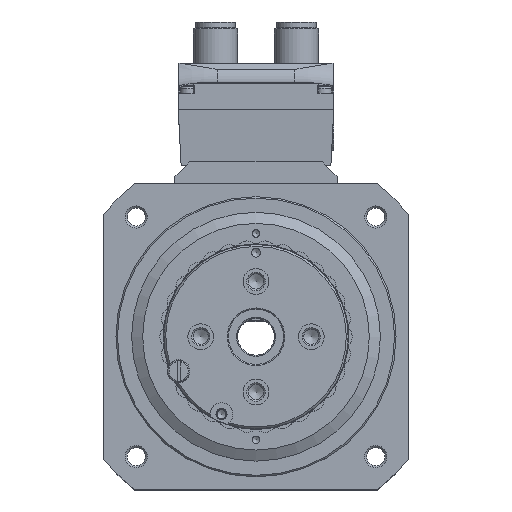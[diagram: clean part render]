
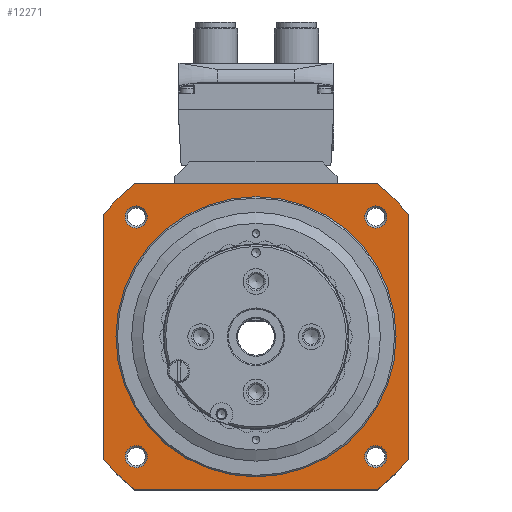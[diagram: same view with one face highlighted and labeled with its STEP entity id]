
A CAD part, top view. The second image highlights one B-rep face of the part: STEP entity #12271.
In plain terms, the highlighted planar face has unit normal (0, 0, 1).
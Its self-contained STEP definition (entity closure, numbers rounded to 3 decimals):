
#668=CIRCLE('',#16008,53.);
#671=CIRCLE('',#16013,53.);
#674=CIRCLE('',#16018,53.);
#675=CIRCLE('',#16021,53.);
#676=CIRCLE('',#16023,3.);
#677=CIRCLE('',#16024,3.);
#678=CIRCLE('',#16025,3.);
#679=CIRCLE('',#16026,3.);
#680=CIRCLE('',#16027,38.);
#1625=ORIENTED_EDGE('',*,*,#5023,.T.);
#1626=ORIENTED_EDGE('',*,*,#5024,.T.);
#1627=ORIENTED_EDGE('',*,*,#5025,.T.);
#1628=ORIENTED_EDGE('',*,*,#5026,.T.);
#1629=ORIENTED_EDGE('',*,*,#5027,.F.);
#1630=ORIENTED_EDGE('',*,*,#5004,.T.);
#1631=ORIENTED_EDGE('',*,*,#5007,.T.);
#1632=ORIENTED_EDGE('',*,*,#5011,.T.);
#1633=ORIENTED_EDGE('',*,*,#5013,.T.);
#1634=ORIENTED_EDGE('',*,*,#5017,.T.);
#1635=ORIENTED_EDGE('',*,*,#5019,.T.);
#1636=ORIENTED_EDGE('',*,*,#5021,.T.);
#1637=ORIENTED_EDGE('',*,*,#5022,.T.);
#5004=EDGE_CURVE('',#6718,#6717,#7962,.T.);
#5007=EDGE_CURVE('',#6717,#6719,#668,.T.);
#5011=EDGE_CURVE('',#6719,#6722,#7966,.T.);
#5013=EDGE_CURVE('',#6722,#6723,#671,.T.);
#5017=EDGE_CURVE('',#6723,#6726,#7969,.T.);
#5019=EDGE_CURVE('',#6726,#6727,#674,.T.);
#5021=EDGE_CURVE('',#6727,#6728,#7972,.T.);
#5022=EDGE_CURVE('',#6728,#6718,#675,.T.);
#5023=EDGE_CURVE('',#6729,#6729,#676,.T.);
#5024=EDGE_CURVE('',#6730,#6730,#677,.T.);
#5025=EDGE_CURVE('',#6731,#6731,#678,.T.);
#5026=EDGE_CURVE('',#6732,#6732,#679,.T.);
#5027=EDGE_CURVE('',#6733,#6733,#680,.T.);
#6717=VERTEX_POINT('',#21895);
#6718=VERTEX_POINT('',#21897);
#6719=VERTEX_POINT('',#21901);
#6722=VERTEX_POINT('',#21909);
#6723=VERTEX_POINT('',#21913);
#6726=VERTEX_POINT('',#21921);
#6727=VERTEX_POINT('',#21925);
#6728=VERTEX_POINT('',#21929);
#6729=VERTEX_POINT('',#21935);
#6730=VERTEX_POINT('',#21937);
#6731=VERTEX_POINT('',#21939);
#6732=VERTEX_POINT('',#21941);
#6733=VERTEX_POINT('',#21943);
#7962=LINE('',#21896,#8794);
#7966=LINE('',#21910,#8798);
#7969=LINE('',#21922,#8801);
#7972=LINE('',#21930,#8804);
#8794=VECTOR('',#17781,1000.);
#8798=VECTOR('',#17795,1000.);
#8801=VECTOR('',#17808,1000.);
#8804=VECTOR('',#17817,1000.);
#9613=EDGE_LOOP('',(#1625));
#9614=EDGE_LOOP('',(#1626));
#9615=EDGE_LOOP('',(#1627));
#9616=EDGE_LOOP('',(#1628));
#9617=EDGE_LOOP('',(#1629));
#9618=EDGE_LOOP('',(#1630,#1631,#1632,#1633,#1634,#1635,#1636,#1637));
#10767=FACE_BOUND('',#9613,.T.);
#10768=FACE_BOUND('',#9614,.T.);
#10769=FACE_BOUND('',#9615,.T.);
#10770=FACE_BOUND('',#9616,.T.);
#10771=FACE_BOUND('',#9617,.T.);
#10772=FACE_BOUND('',#9618,.T.);
#11902=PLANE('',#16022);
#12271=ADVANCED_FACE('',(#10767,#10768,#10769,#10770,#10771,#10772),#11902,
 .T.);
#16008=AXIS2_PLACEMENT_3D('',#21902,#17786,#17787);
#16013=AXIS2_PLACEMENT_3D('',#21914,#17799,#17800);
#16018=AXIS2_PLACEMENT_3D('',#21926,#17812,#17813);
#16021=AXIS2_PLACEMENT_3D('',#21932,#17820,#17821);
#16022=AXIS2_PLACEMENT_3D('',#21933,#17822,#17823);
#16023=AXIS2_PLACEMENT_3D('',#21934,#17824,#17825);
#16024=AXIS2_PLACEMENT_3D('',#21936,#17826,#17827);
#16025=AXIS2_PLACEMENT_3D('',#21938,#17828,#17829);
#16026=AXIS2_PLACEMENT_3D('',#21940,#17830,#17831);
#16027=AXIS2_PLACEMENT_3D('',#21942,#17832,#17833);
#17781=DIRECTION('',(0.,-1.,0.));
#17786=DIRECTION('',(0.,0.,1.));
#17787=DIRECTION('',(1.,0.,0.));
#17795=DIRECTION('',(1.,0.,0.));
#17799=DIRECTION('',(0.,0.,1.));
#17800=DIRECTION('',(1.,0.,0.));
#17808=DIRECTION('',(0.,1.,0.));
#17812=DIRECTION('',(0.,0.,1.));
#17813=DIRECTION('',(1.,0.,0.));
#17817=DIRECTION('',(-1.,0.,0.));
#17820=DIRECTION('',(0.,0.,1.));
#17821=DIRECTION('',(1.,0.,0.));
#17822=DIRECTION('',(0.,0.,1.));
#17823=DIRECTION('',(1.,0.,0.));
#17824=DIRECTION('',(0.,0.,-1.));
#17825=DIRECTION('',(-1.,0.,0.));
#17826=DIRECTION('',(0.,0.,-1.));
#17827=DIRECTION('',(-1.,0.,0.));
#17828=DIRECTION('',(0.,0.,-1.));
#17829=DIRECTION('',(-1.,0.,0.));
#17830=DIRECTION('',(0.,0.,-1.));
#17831=DIRECTION('',(-1.,0.,0.));
#17832=DIRECTION('',(0.,0.,1.));
#17833=DIRECTION('',(1.,0.,0.));
#21895=CARTESIAN_POINT('',(-41.5,-32.966,51.3));
#21896=CARTESIAN_POINT('',(-41.5,32.966,51.3));
#21897=CARTESIAN_POINT('',(-41.5,32.966,51.3));
#21901=CARTESIAN_POINT('',(-32.966,-41.5,51.3));
#21902=CARTESIAN_POINT('',(0.,0.,
51.3));
#21909=CARTESIAN_POINT('',(32.966,-41.5,51.3));
#21910=CARTESIAN_POINT('',(-32.966,-41.5,51.3));
#21913=CARTESIAN_POINT('',(41.5,-32.966,51.3));
#21914=CARTESIAN_POINT('',(0.,0.,51.3));
#21921=CARTESIAN_POINT('',(41.5,32.966,51.3));
#21922=CARTESIAN_POINT('',(41.5,-32.966,51.3));
#21925=CARTESIAN_POINT('',(32.966,41.5,51.3));
#21926=CARTESIAN_POINT('',(0.,0.,51.3));
#21929=CARTESIAN_POINT('',(-32.966,41.5,51.3));
#21930=CARTESIAN_POINT('',(32.966,41.5,51.3));
#21932=CARTESIAN_POINT('',(0.,0.,51.3));
#21933=CARTESIAN_POINT('',(0.,0.,
51.3));
#21934=CARTESIAN_POINT('',(-32.5,32.5,51.3));
#21935=CARTESIAN_POINT('',(-35.5,32.5,51.3));
#21936=CARTESIAN_POINT('',(32.5,-32.5,51.3));
#21937=CARTESIAN_POINT('',(29.5,-32.5,51.3));
#21938=CARTESIAN_POINT('',(-32.5,-32.5,51.3));
#21939=CARTESIAN_POINT('',(-35.5,-32.5,51.3));
#21940=CARTESIAN_POINT('',(32.5,32.5,51.3));
#21941=CARTESIAN_POINT('',(29.5,32.5,51.3));
#21942=CARTESIAN_POINT('',(0.,0.,51.3));
#21943=CARTESIAN_POINT('',(38.,0.,51.3));
